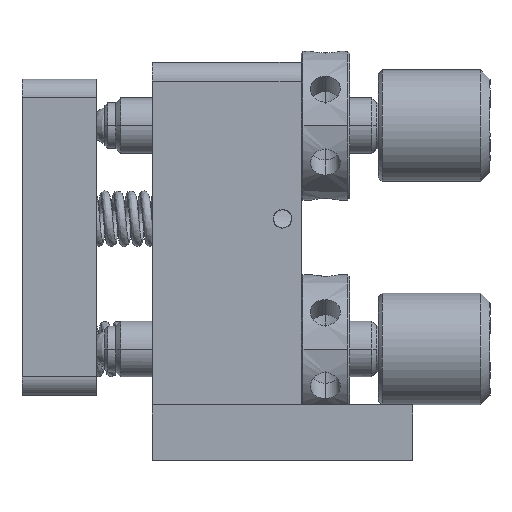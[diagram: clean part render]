
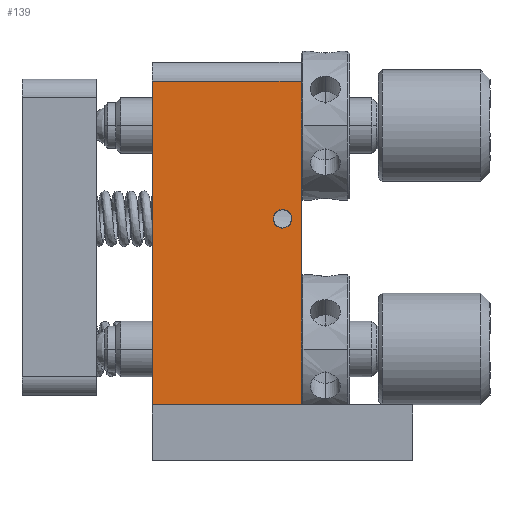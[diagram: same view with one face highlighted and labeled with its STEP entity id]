
A CAD part, left-side view. The second image highlights one B-rep face of the part: STEP entity #139.
In plain terms, the highlighted planar face has unit normal (-1, 0, 0).
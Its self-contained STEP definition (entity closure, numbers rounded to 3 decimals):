
#139=ADVANCED_FACE('',(#666,#533),#6162,.T.);
#533=FACE_BOUND('',#1118,.T.);
#666=FACE_OUTER_BOUND('',#1117,.T.);
#1117=EDGE_LOOP('',(#1879,#1880,#1881,#1882));
#1118=EDGE_LOOP('',(#1883,#1884));
#1879=ORIENTED_EDGE('',*,*,#3564,.F.);
#1880=ORIENTED_EDGE('',*,*,#3559,.F.);
#1881=ORIENTED_EDGE('',*,*,#3704,.T.);
#1882=ORIENTED_EDGE('',*,*,#3705,.F.);
#1883=ORIENTED_EDGE('',*,*,#3625,.F.);
#1884=ORIENTED_EDGE('',*,*,#3628,.F.);
#3559=EDGE_CURVE('',#5528,#5529,#4534,.T.);
#3564=EDGE_CURVE('',#5529,#5540,#4757,.T.);
#3625=EDGE_CURVE('',#5583,#5584,#4784,.T.);
#3628=EDGE_CURVE('',#5584,#5583,#4787,.T.);
#3704=EDGE_CURVE('',#5528,#5604,#4592,.T.);
#3705=EDGE_CURVE('',#5540,#5604,#4593,.T.);
#4534=B_SPLINE_CURVE_WITH_KNOTS('',1,(#7578,#7579),.UNSPECIFIED.,.F.,.F.,
(2,2),(0.,17.4),.UNSPECIFIED.);
#4592=B_SPLINE_CURVE_WITH_KNOTS('',1,(#8036,#8037),.UNSPECIFIED.,.F.,.F.,
(2,2),(0.,8.),.UNSPECIFIED.);
#4593=B_SPLINE_CURVE_WITH_KNOTS('',1,(#8038,#8039),.UNSPECIFIED.,.F.,.F.,
(2,2),(-17.4,0.),.UNSPECIFIED.);
#4757=(
BOUNDED_CURVE()
B_SPLINE_CURVE(1,(#7596,#7597),.UNSPECIFIED.,.F.,.F.)
B_SPLINE_CURVE_WITH_KNOTS((2,2),(0.,8.),.UNSPECIFIED.)
CURVE()
GEOMETRIC_REPRESENTATION_ITEM()
RATIONAL_B_SPLINE_CURVE((1.,1.))
REPRESENTATION_ITEM('')
);
#4784=(
BOUNDED_CURVE()
B_SPLINE_CURVE(2,(#7758,#7759,#7760,#7761,#7762),.UNSPECIFIED.,.F.,.F.)
B_SPLINE_CURVE_WITH_KNOTS((3,2,3),(-1.571,-0.785,
0.),.UNSPECIFIED.)
CURVE()
GEOMETRIC_REPRESENTATION_ITEM()
RATIONAL_B_SPLINE_CURVE((1.,0.707,1.,0.707,1.))
REPRESENTATION_ITEM('')
);
#4787=(
BOUNDED_CURVE()
B_SPLINE_CURVE(2,(#7767,#7768,#7769,#7770,#7771),.UNSPECIFIED.,.F.,.F.)
B_SPLINE_CURVE_WITH_KNOTS((3,2,3),(-1.571,-0.785,0.),
 .UNSPECIFIED.)
CURVE()
GEOMETRIC_REPRESENTATION_ITEM()
RATIONAL_B_SPLINE_CURVE((1.,0.707,1.,0.707,1.))
REPRESENTATION_ITEM('')
);
#5528=VERTEX_POINT('',#7417);
#5529=VERTEX_POINT('',#7418);
#5540=VERTEX_POINT('',#7429);
#5583=VERTEX_POINT('',#7472);
#5584=VERTEX_POINT('',#7473);
#5604=VERTEX_POINT('',#7493);
#6162=PLANE('',#6602);
#6602=AXIS2_PLACEMENT_3D('',#7376,#6691,$);
#6691=DIRECTION('',(-1.,0.,0.));
#7376=CARTESIAN_POINT('',(-9.027,6.074,22.835));
#7417=CARTESIAN_POINT('',(-9.027,5.154,3.575));
#7418=CARTESIAN_POINT('',(-9.027,5.154,20.975));
#7429=CARTESIAN_POINT('',(-9.027,-2.846,20.975));
#7472=CARTESIAN_POINT('',(-9.027,-1.846,13.075));
#7473=CARTESIAN_POINT('',(-9.027,-1.846,14.075));
#7493=CARTESIAN_POINT('',(-9.027,-2.846,3.575));
#7578=CARTESIAN_POINT('',(-9.027,5.154,3.575));
#7579=CARTESIAN_POINT('',(-9.027,5.154,20.975));
#7596=CARTESIAN_POINT('',(-9.027,5.154,20.975));
#7597=CARTESIAN_POINT('',(-9.027,-2.846,20.975));
#7758=CARTESIAN_POINT('',(-9.027,-1.846,13.075));
#7759=CARTESIAN_POINT('',(-9.027,-2.346,13.075));
#7760=CARTESIAN_POINT('',(-9.027,-2.346,13.575));
#7761=CARTESIAN_POINT('',(-9.027,-2.346,14.075));
#7762=CARTESIAN_POINT('',(-9.027,-1.846,14.075));
#7767=CARTESIAN_POINT('',(-9.027,-1.846,14.075));
#7768=CARTESIAN_POINT('',(-9.027,-1.346,14.075));
#7769=CARTESIAN_POINT('',(-9.027,-1.346,13.575));
#7770=CARTESIAN_POINT('',(-9.027,-1.346,13.075));
#7771=CARTESIAN_POINT('',(-9.027,-1.846,13.075));
#8036=CARTESIAN_POINT('',(-9.027,5.154,3.575));
#8037=CARTESIAN_POINT('',(-9.027,-2.846,3.575));
#8038=CARTESIAN_POINT('',(-9.027,-2.846,20.975));
#8039=CARTESIAN_POINT('',(-9.027,-2.846,3.575));
